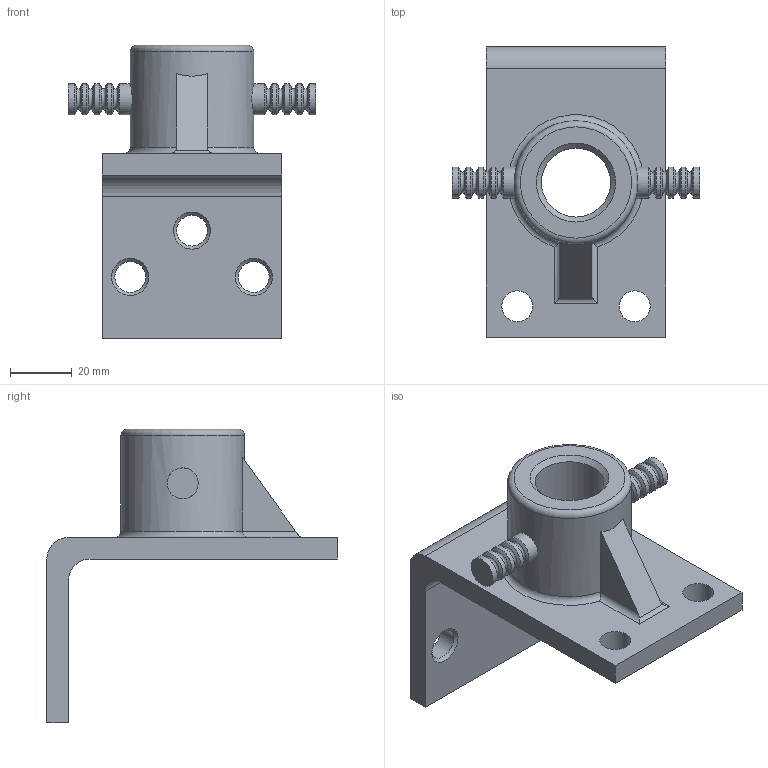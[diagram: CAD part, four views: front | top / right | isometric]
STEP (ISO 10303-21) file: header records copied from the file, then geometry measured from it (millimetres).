
FILE_DESCRIPTION(('STEP AP242'), '1');
FILE_NAME('Óãîë', '', ('UNSPECIFIED'), ('UNSPECIFIED'), 'C3D Converter', 'C3D Toolkit', '');
FILE_SCHEMA(('AP242_MANAGED_MODEL_BASED_3D_ENGINEERING_MIM_LF { 1 0 10303 442 1 1 4 }'));
Length unit declared in the file: millimetre
Bounding box: 80 x 94 x 95 mm (x, y, z)
Volume: 89163.3 mm3; surface area: 28010.1 mm2
Topology: 1 solids, 1 shells, 66 faces, 165 edges, 105 vertices
Faces by surface type: cylinder 22, cone 20, plane 14, torus 10
Full cylindrical faces by diameter (mm): 10 x15, 22.376 x1, 40 x1
Entity records: 2702 total; most frequent: CARTESIAN_POINT 1194, DIRECTION 320, ORIENTED_EDGE 228, AXIS2_PLACEMENT_3D 145, EDGE_LOOP 127, EDGE_CURVE 114, VERTEX_POINT 99, CIRCLE 78
